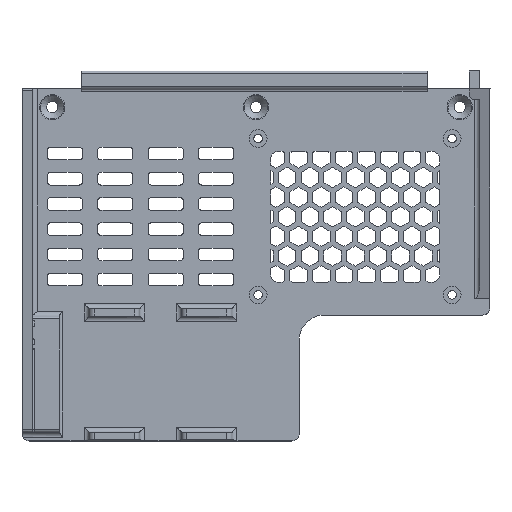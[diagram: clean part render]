
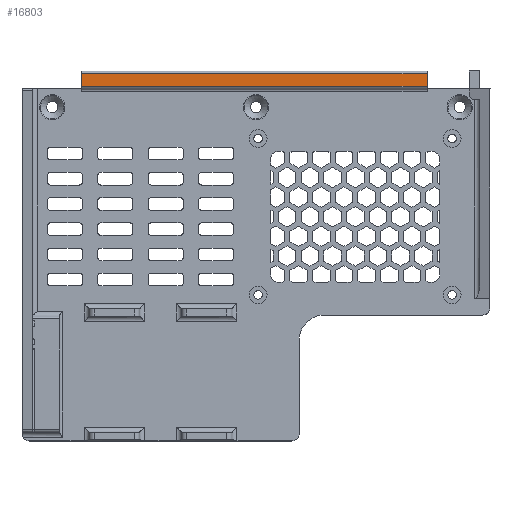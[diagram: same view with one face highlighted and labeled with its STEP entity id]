
A CAD part, top view. The second image highlights one B-rep face of the part: STEP entity #16803.
In plain terms, the highlighted planar face has unit normal (0, 0, 1).
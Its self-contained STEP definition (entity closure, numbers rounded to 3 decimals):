
#430=PLANE('',#17810);
#1098=FACE_OUTER_BOUND('',#2059,.T.);
#2059=EDGE_LOOP('',(#12848,#12849,#12850,#12851));
#3751=LINE('',#25254,#5856);
#3755=LINE('',#25264,#5860);
#3757=LINE('',#25270,#5862);
#3773=LINE('',#25310,#5878);
#5856=VECTOR('',#20136,10.);
#5860=VECTOR('',#20144,10.);
#5862=VECTOR('',#20150,10.);
#5878=VECTOR('',#20184,10.);
#8311=VERTEX_POINT('',#25250);
#8312=VERTEX_POINT('',#25252);
#8316=VERTEX_POINT('',#25262);
#8318=VERTEX_POINT('',#25268);
#10082=EDGE_CURVE('',#8311,#8312,#3751,.T.);
#10087=EDGE_CURVE('',#8316,#8312,#3755,.T.);
#10090=EDGE_CURVE('',#8316,#8318,#3757,.T.);
#10109=EDGE_CURVE('',#8311,#8318,#3773,.T.);
#12848=ORIENTED_EDGE('',*,*,#10082,.T.);
#12849=ORIENTED_EDGE('',*,*,#10087,.F.);
#12850=ORIENTED_EDGE('',*,*,#10090,.T.);
#12851=ORIENTED_EDGE('',*,*,#10109,.F.);
#16803=ADVANCED_FACE('',(#1098),#430,.F.);
#17810=AXIS2_PLACEMENT_3D('',#25309,#20182,#20183);
#20136=DIRECTION('',(1.,0.,0.));
#20144=DIRECTION('',(0.,-1.,0.));
#20150=DIRECTION('',(-1.,0.,0.));
#20182=DIRECTION('center_axis',(0.,0.,-1.));
#20183=DIRECTION('ref_axis',(-1.,0.,0.));
#20184=DIRECTION('',(0.,1.,0.));
#25250=CARTESIAN_POINT('',(-31.287,97.212,35.16));
#25252=CARTESIAN_POINT('',(105.713,97.212,35.16));
#25254=CARTESIAN_POINT('',(71.463,97.212,35.16));
#25262=CARTESIAN_POINT('',(105.713,102.212,35.16));
#25264=CARTESIAN_POINT('',(105.713,103.212,35.16));
#25268=CARTESIAN_POINT('',(-31.287,102.212,35.16));
#25270=CARTESIAN_POINT('',(71.463,102.212,35.16));
#25309=CARTESIAN_POINT('Origin',(37.213,99.712,35.16));
#25310=CARTESIAN_POINT('',(-31.287,96.212,35.16));
